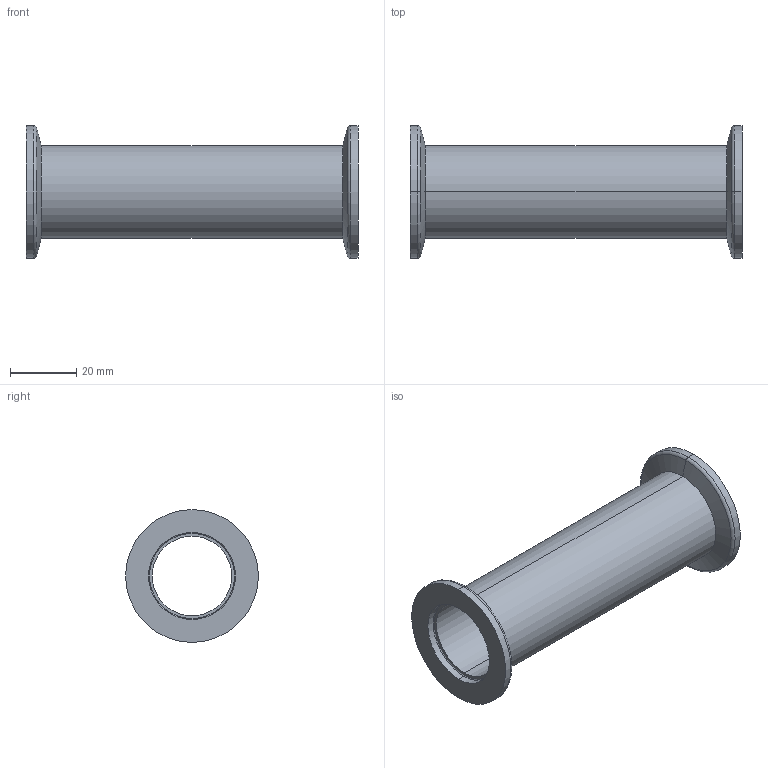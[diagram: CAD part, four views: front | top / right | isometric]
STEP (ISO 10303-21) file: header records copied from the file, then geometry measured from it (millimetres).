
FILE_DESCRIPTION (( 'STEP AP214' ), '1' );
FILE_NAME ('120RZS025.stp', '2017-06-07T08:44:02', ( '' ), ( '' ), 'SwSTEP 2.0', 'SolidWorks 2015', '' );
FILE_SCHEMA (( 'AUTOMOTIVE_DESIGN' ));
Length unit declared in the file: millimetre
Products named in the file (1): 120RZS025
Bounding box: 100 x 40 x 40 mm (x, y, z)
Volume: 20673.3 mm3; surface area: 19556.5 mm2
Topology: 1 solids, 1 shells, 36 faces, 72 edges, 44 vertices
Faces by surface type: cylinder 16, torus 8, plane 8, cone 4
Entity records: 1386 total; most frequent: DIRECTION 198, CARTESIAN_POINT 153, ORIENTED_EDGE 144, AXIS2_PLACEMENT_3D 89, EDGE_CURVE 72, CIRCLE 52, VERTEX_POINT 44, EDGE_LOOP 44
